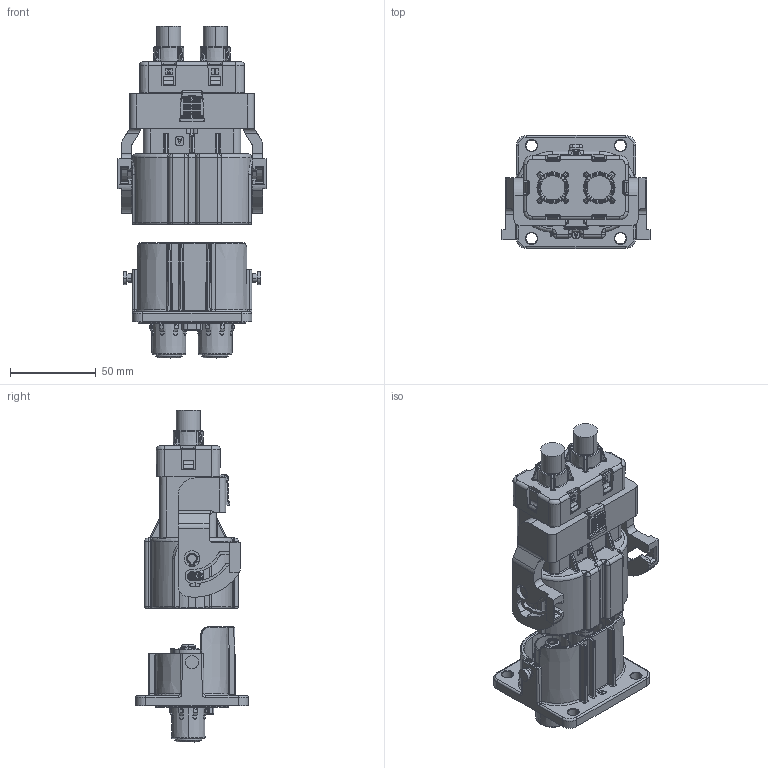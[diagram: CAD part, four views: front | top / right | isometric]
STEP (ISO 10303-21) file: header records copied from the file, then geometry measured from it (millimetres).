
FILE_DESCRIPTION(/* description */ (''),/* implementation_level */ '2;1');
FILE_NAME(/* name */ 'Ф9mm直插头插座数模.stp',/* time_stamp */ '2018-11-05T14:16:11+08:00',/* author */ (''),/* organization */ (''),/* preprocessor_version */ 'ST-DEVELOPER v16',/* originating_system */ 'SIEMENS PLM Software NX 10.0',/* authorisation */ '');
FILE_SCHEMA (('AP203_CONFIGURATION_CONTROLLED_3D_DESIGN_OF_MECHANICAL_PARTS_AND_ASSEMBLIES_MIM_LF { 1 0 10303 403 2 1 2}'));
Products named in the file (1): Admi24906AEEpdma
Bounding box: 86.2 x 65.8 x 193.31 mm (x, y, z)
Volume: 257794.2 mm3; surface area: 133603.9 mm2
Topology: 2 solids, 19 shells, 4732 faces, 12413 edges, 7657 vertices
Faces by surface type: plane 2358, cylinder 1032, cone 488, torus 387, bspline 382, sphere 83, extrusion 2
Full cylindrical faces by diameter (mm): 3.6 x2, 7 x1, 7.2 x2, 9 x2, 15.5 x2
Entity records: 170985 total; most frequent: CARTESIAN_POINT 56481, ORIENTED_EDGE 24662, DIRECTION 23200, EDGE_CURVE 12331, AXIS2_PLACEMENT_3D 8067, VERTEX_POINT 7642, VECTOR 7066, LINE 7064
